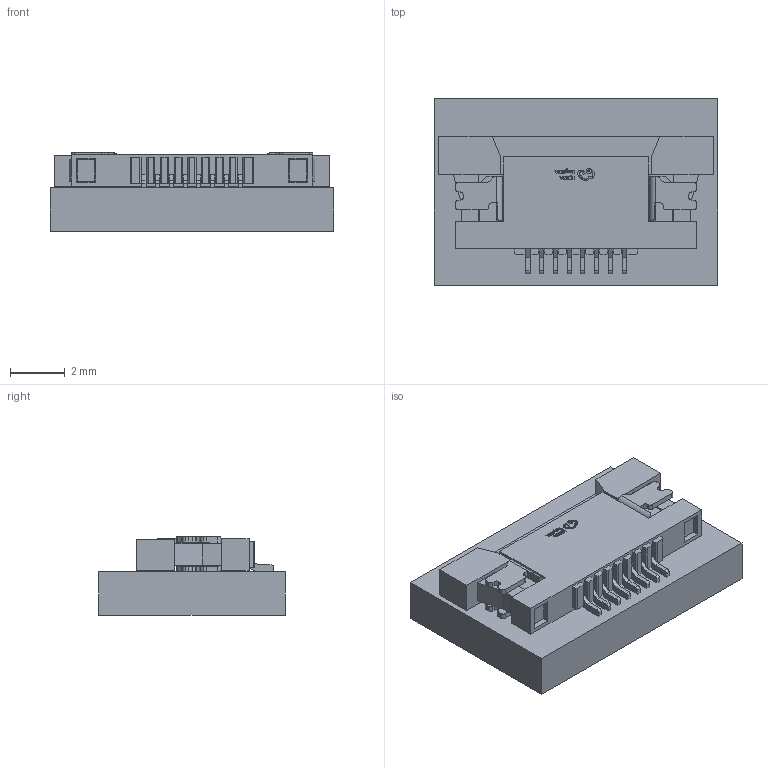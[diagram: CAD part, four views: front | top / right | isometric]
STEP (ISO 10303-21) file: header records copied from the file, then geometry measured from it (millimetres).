
FILE_DESCRIPTION(('Designed by EasyEDA Pro'),'2;1');
FILE_NAME('Open CASCADE Shape Model','2023-05-03T18:44:52',('Author'),( 'Open CASCADE'),'Open CASCADE STEP processor 7.6','Open CASCADE 7.6' ,'Unknown');
FILE_SCHEMA(('AUTOMOTIVE_DESIGN { 1 0 10303 214 1 1 1 1 }'));
Length unit declared in the file: millimetre
Products named in the file (5): PCBModel; COMPOUND; FPC2; FPC-SMD_8P-P0.50_HDGC_0.5K-1.2S-8PWB
Assembly tree (4 placements, depth 4):
  PCBModel
    COMPOUND
    FPC2
      FPC-SMD_8P-P0.50_HDGC_0.5K-1.2S-8PWB
        COMPOUND
Bounding box: 10.31 x 6.79 x 2.88 mm (x, y, z)
Volume: 144.5 mm3; surface area: 402.8 mm2
Topology: 5 solids, 5 shells, 595 faces, 1595 edges, 1056 vertices
Faces by surface type: plane 437, bspline 98, cylinder 60
Entity records: 24422 total; most frequent: CARTESIAN_POINT 4745, ORIENTED_EDGE 3190, DIRECTION 2441, EDGE_CURVE 1595, LINE 1269, VECTOR 1269, VERTEX_POINT 1056, FACE_BOUND 645
